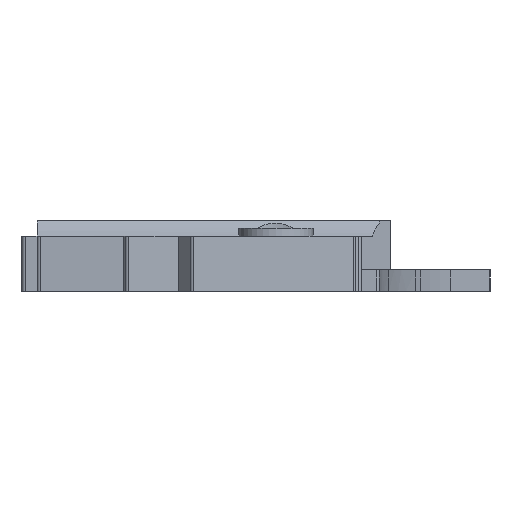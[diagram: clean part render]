
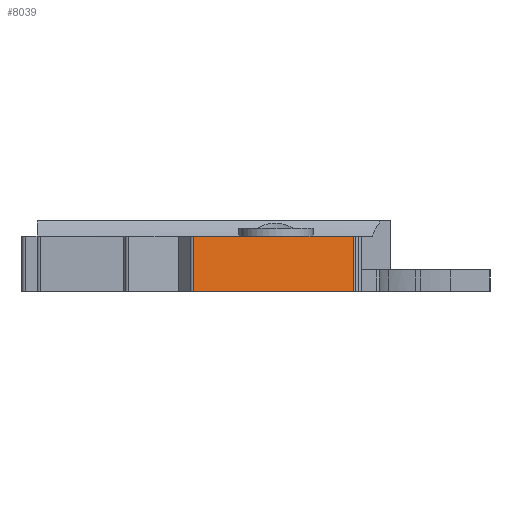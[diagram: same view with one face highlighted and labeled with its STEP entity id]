
A CAD part, left-side view. The second image highlights one B-rep face of the part: STEP entity #8039.
In plain terms, the highlighted planar face has unit normal (-0.985, -0.174, 0).
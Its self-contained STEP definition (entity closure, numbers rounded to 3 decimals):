
#427=FACE_OUTER_BOUND('',#832,.T.);
#832=EDGE_LOOP('',(#5958,#5959,#5960,#5961));
#1522=LINE('',#11847,#2565);
#1523=LINE('',#11853,#2566);
#1524=LINE('',#11854,#2567);
#1525=LINE('',#11855,#2568);
#2565=VECTOR('',#9561,10.);
#2566=VECTOR('',#9568,10.);
#2567=VECTOR('',#9569,10.);
#2568=VECTOR('',#9570,10.);
#3554=VERTEX_POINT('',#11845);
#3555=VERTEX_POINT('',#11846);
#3556=VERTEX_POINT('',#11851);
#3557=VERTEX_POINT('',#11852);
#4461=EDGE_CURVE('',#3554,#3555,#1522,.T.);
#4464=EDGE_CURVE('',#3556,#3557,#1523,.T.);
#4465=EDGE_CURVE('',#3556,#3554,#1524,.T.);
#4466=EDGE_CURVE('',#3555,#3557,#1525,.T.);
#5958=ORIENTED_EDGE('',*,*,#4464,.F.);
#5959=ORIENTED_EDGE('',*,*,#4465,.T.);
#5960=ORIENTED_EDGE('',*,*,#4461,.T.);
#5961=ORIENTED_EDGE('',*,*,#4466,.T.);
#7671=PLANE('',#8510);
#8039=ADVANCED_FACE('',(#427),#7671,.F.);
#8510=AXIS2_PLACEMENT_3D('',#11850,#9566,#9567);
#9561=DIRECTION('',(0.,0.,1.));
#9566=DIRECTION('center_axis',(0.985,0.174,0.));
#9567=DIRECTION('ref_axis',(-0.174,0.985,0.));
#9568=DIRECTION('',(0.,0.,1.));
#9569=DIRECTION('',(0.174,-0.985,0.));
#9570=DIRECTION('',(-0.174,0.985,0.));
#11845=CARTESIAN_POINT('',(-295.523,19.071,-2.5));
#11846=CARTESIAN_POINT('',(-295.523,19.071,12.));
#11847=CARTESIAN_POINT('',(-295.523,19.071,1.5));
#11850=CARTESIAN_POINT('Origin',(-295.523,19.071,1.5));
#11851=CARTESIAN_POINT('',(-302.91,60.961,-2.5));
#11852=CARTESIAN_POINT('',(-302.91,60.961,12.));
#11853=CARTESIAN_POINT('',(-302.91,60.961,1.5));
#11854=CARTESIAN_POINT('',(-295.523,19.071,-2.5));
#11855=CARTESIAN_POINT('',(-295.523,19.071,12.));
